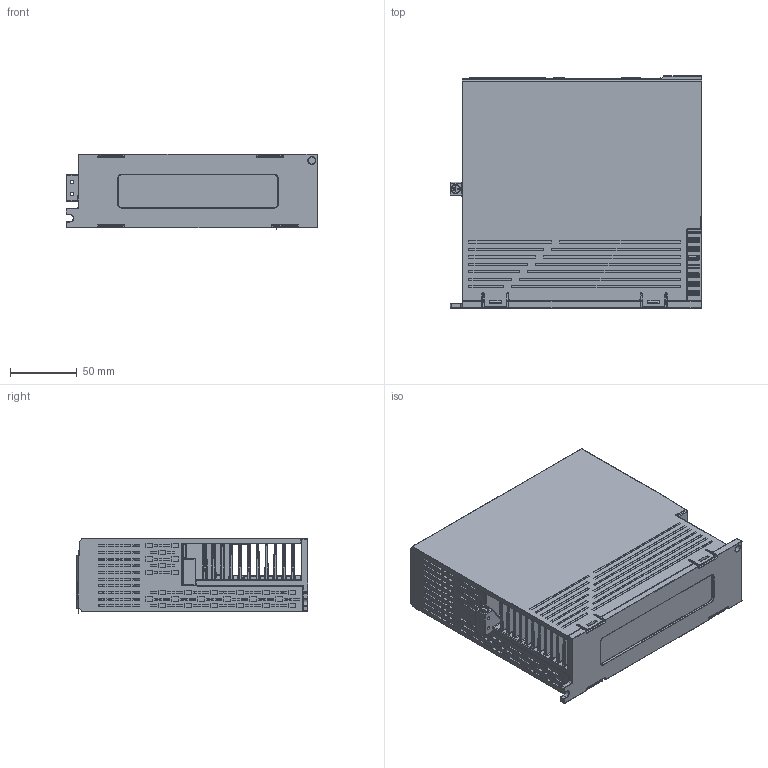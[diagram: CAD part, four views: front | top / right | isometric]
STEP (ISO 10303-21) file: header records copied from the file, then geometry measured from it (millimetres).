
FILE_DESCRIPTION(/* description */ (''),/* implementation_level */ '2;1');
FILE_NAME(/* name */ 'DS5C1-~1',/* time_stamp */ '2021-09-09T09:20:29+08:00',/* author */ (''),/* organization */ (''),/* preprocessor_version */ 'ST-DEVELOPER v15',/* originating_system */ '',/* authorisation */ '');
FILE_SCHEMA (('AUTOMOTIVE_DESIGN'));
Products named in the file (1): Document
Bounding box: 189 x 174 x 56.28 mm (x, y, z)
Surface area: 350658.4 mm2 (no closed solid volume)
Topology: 0 solids, 5426 shells, 5427 faces, 26486 edges, 26146 vertices
Faces by surface type: plane 3264, bspline 2163
Entity records: 327518 total; most frequent: CARTESIAN_POINT 183406, ORIENTED_EDGE 26150, EDGE_CURVE 26148, VERTEX_POINT 26146, B_SPLINE_CURVE_WITH_KNOTS 21440, EDGE_LOOP 6129, ADVANCED_FACE 5427, FACE_OUTER_BOUND 5427
